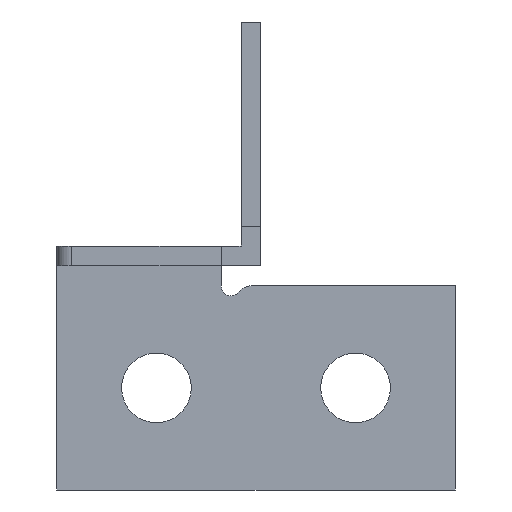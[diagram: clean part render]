
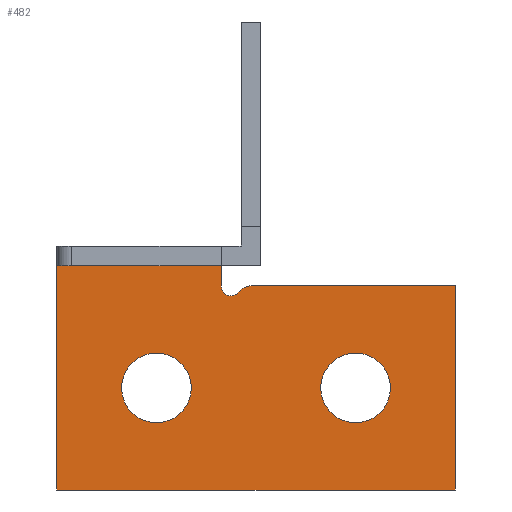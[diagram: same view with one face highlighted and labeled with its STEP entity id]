
A CAD part, front view. The second image highlights one B-rep face of the part: STEP entity #482.
In plain terms, the highlighted planar face has unit normal (0, -1, 0).
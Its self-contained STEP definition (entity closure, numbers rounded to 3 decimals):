
#21=FACE_BOUND('',#66,.T.);
#22=FACE_BOUND('',#67,.T.);
#27=CIRCLE('',#531,3.);
#28=CIRCLE('',#532,2.);
#29=CIRCLE('',#533,7.);
#30=CIRCLE('',#534,7.);
#40=FACE_OUTER_BOUND('',#65,.T.);
#65=EDGE_LOOP('',(#330,#331,#332,#333,#334,#335,#336,#337,#338));
#66=EDGE_LOOP('',(#339));
#67=EDGE_LOOP('',(#340));
#95=LINE('',#703,#152);
#101=LINE('',#715,#158);
#102=LINE('',#717,#159);
#103=LINE('',#719,#160);
#104=LINE('',#721,#161);
#105=LINE('',#723,#162);
#106=LINE('',#725,#163);
#152=VECTOR('',#570,10.);
#158=VECTOR('',#578,10.);
#159=VECTOR('',#579,10.);
#160=VECTOR('',#580,10.);
#161=VECTOR('',#581,10.);
#162=VECTOR('',#582,10.);
#163=VECTOR('',#583,10.);
#209=VERTEX_POINT('',#701);
#210=VERTEX_POINT('',#702);
#215=VERTEX_POINT('',#714);
#216=VERTEX_POINT('',#716);
#217=VERTEX_POINT('',#718);
#218=VERTEX_POINT('',#720);
#219=VERTEX_POINT('',#722);
#220=VERTEX_POINT('',#724);
#221=VERTEX_POINT('',#726);
#222=VERTEX_POINT('',#729);
#223=VERTEX_POINT('',#731);
#255=EDGE_CURVE('',#209,#210,#95,.T.);
#261=EDGE_CURVE('',#210,#215,#101,.T.);
#262=EDGE_CURVE('',#216,#215,#102,.T.);
#263=EDGE_CURVE('',#216,#217,#103,.T.);
#264=EDGE_CURVE('',#217,#218,#104,.T.);
#265=EDGE_CURVE('',#218,#219,#105,.T.);
#266=EDGE_CURVE('',#219,#220,#106,.T.);
#267=EDGE_CURVE('',#221,#220,#27,.T.);
#268=EDGE_CURVE('',#221,#209,#28,.T.);
#269=EDGE_CURVE('',#222,#222,#29,.T.);
#270=EDGE_CURVE('',#223,#223,#30,.T.);
#330=ORIENTED_EDGE('',*,*,#255,.T.);
#331=ORIENTED_EDGE('',*,*,#261,.T.);
#332=ORIENTED_EDGE('',*,*,#262,.F.);
#333=ORIENTED_EDGE('',*,*,#263,.T.);
#334=ORIENTED_EDGE('',*,*,#264,.T.);
#335=ORIENTED_EDGE('',*,*,#265,.T.);
#336=ORIENTED_EDGE('',*,*,#266,.T.);
#337=ORIENTED_EDGE('',*,*,#267,.F.);
#338=ORIENTED_EDGE('',*,*,#268,.T.);
#339=ORIENTED_EDGE('',*,*,#269,.T.);
#340=ORIENTED_EDGE('',*,*,#270,.T.);
#463=PLANE('',#530);
#482=ADVANCED_FACE('',(#40,#21,#22),#463,.F.);
#530=AXIS2_PLACEMENT_3D('',#713,#576,#577);
#531=AXIS2_PLACEMENT_3D('',#727,#584,#585);
#532=AXIS2_PLACEMENT_3D('',#728,#586,#587);
#533=AXIS2_PLACEMENT_3D('',#730,#588,#589);
#534=AXIS2_PLACEMENT_3D('',#732,#590,#591);
#570=DIRECTION('',(0.,0.,1.));
#576=DIRECTION('center_axis',(0.,1.,0.));
#577=DIRECTION('ref_axis',(0.,0.,1.));
#578=DIRECTION('',(-1.,0.,0.));
#579=DIRECTION('',(0.,0.,1.));
#580=DIRECTION('',(0.,0.,-1.));
#581=DIRECTION('',(1.,0.,0.));
#582=DIRECTION('',(0.,0.,1.));
#583=DIRECTION('',(-1.,0.,0.));
#584=DIRECTION('center_axis',(0.,1.,0.));
#585=DIRECTION('ref_axis',(-0.447,0.,0.894));
#586=DIRECTION('center_axis',(0.,1.,0.));
#587=DIRECTION('ref_axis',(-1.,0.,0.));
#588=DIRECTION('center_axis',(0.,1.,0.));
#589=DIRECTION('ref_axis',(1.,0.,0.));
#590=DIRECTION('center_axis',(0.,1.,0.));
#591=DIRECTION('ref_axis',(1.,0.,0.));
#701=CARTESIAN_POINT('',(-47.,0.,0.));
#702=CARTESIAN_POINT('',(-47.,0.,4.));
#703=CARTESIAN_POINT('',(-47.,0.,-8.25));
#713=CARTESIAN_POINT('Origin',(-40.,0.,-20.5));
#714=CARTESIAN_POINT('',(-80.,0.,4.));
#715=CARTESIAN_POINT('',(-51.75,0.,4.));
#716=CARTESIAN_POINT('',(-80.,0.,0.));
#717=CARTESIAN_POINT('',(-80.,0.,-10.25));
#718=CARTESIAN_POINT('',(-80.,0.,-41.));
#719=CARTESIAN_POINT('',(-80.,0.,0.));
#720=CARTESIAN_POINT('',(0.,0.,-41.));
#721=CARTESIAN_POINT('',(-80.,0.,-41.));
#722=CARTESIAN_POINT('',(0.,0.,0.));
#723=CARTESIAN_POINT('',(0.,0.,-41.));
#724=CARTESIAN_POINT('',(-41.,0.,0.));
#725=CARTESIAN_POINT('',(0.,0.,0.));
#726=CARTESIAN_POINT('',(-43.4,0.,-1.2));
#727=CARTESIAN_POINT('Origin',(-41.,0.,-3.));
#728=CARTESIAN_POINT('Origin',(-45.,0.,0.));
#729=CARTESIAN_POINT('',(-27.,0.,-20.5));
#730=CARTESIAN_POINT('Origin',(-20.,0.,-20.5));
#731=CARTESIAN_POINT('',(-67.,0.,-20.5));
#732=CARTESIAN_POINT('Origin',(-60.,0.,-20.5));
